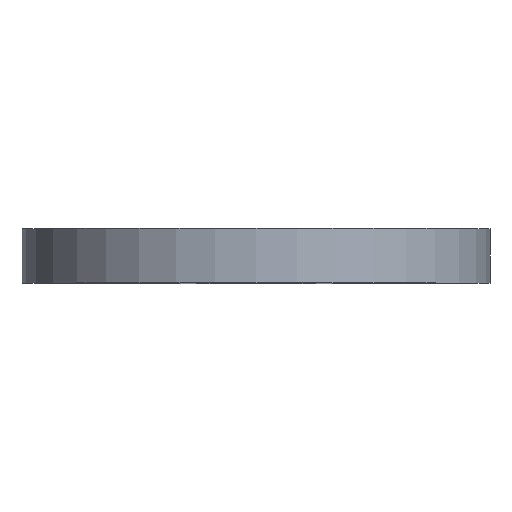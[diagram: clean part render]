
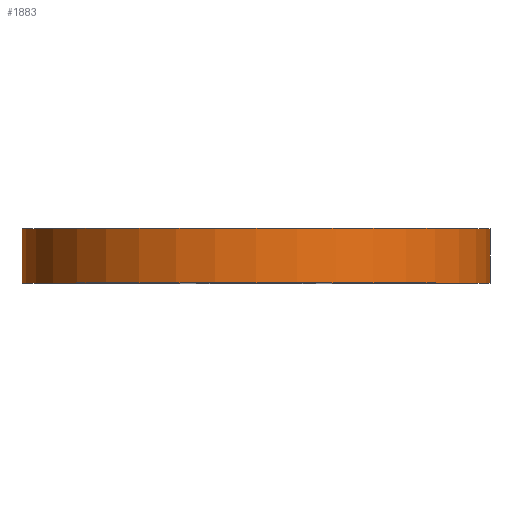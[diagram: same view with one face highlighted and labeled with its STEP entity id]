
A CAD part, top view. The second image highlights one B-rep face of the part: STEP entity #1883.
In plain terms, the highlighted cylindrical face has radius 12.875 mm (diameter 25.75 mm), a full revolution.
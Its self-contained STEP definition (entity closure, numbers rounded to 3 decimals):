
#61=CIRCLE('',#1989,12.875);
#62=CIRCLE('',#1990,12.875);
#65=CYLINDRICAL_SURFACE('',#1988,12.875);
#150=FACE_OUTER_BOUND('',#237,.T.);
#237=EDGE_LOOP('',(#1541,#1542,#1543,#1544));
#530=LINE('',#2939,#779);
#779=VECTOR('',#2423,12.875);
#948=VERTEX_POINT('',#2936);
#949=VERTEX_POINT('',#2938);
#1202=EDGE_CURVE('',#948,#948,#61,.T.);
#1203=EDGE_CURVE('',#948,#949,#530,.T.);
#1204=EDGE_CURVE('',#949,#949,#62,.T.);
#1541=ORIENTED_EDGE('',*,*,#1202,.F.);
#1542=ORIENTED_EDGE('',*,*,#1203,.T.);
#1543=ORIENTED_EDGE('',*,*,#1204,.T.);
#1544=ORIENTED_EDGE('',*,*,#1203,.F.);
#1883=ADVANCED_FACE('',(#150),#65,.T.);
#1988=AXIS2_PLACEMENT_3D('',#2935,#2419,#2420);
#1989=AXIS2_PLACEMENT_3D('',#2937,#2421,#2422);
#1990=AXIS2_PLACEMENT_3D('',#2940,#2424,#2425);
#2419=DIRECTION('center_axis',(0.,1.,0.));
#2420=DIRECTION('ref_axis',(1.,0.,0.));
#2421=DIRECTION('center_axis',(0.,1.,0.));
#2422=DIRECTION('ref_axis',(1.,0.,0.));
#2423=DIRECTION('',(0.,-1.,0.));
#2424=DIRECTION('center_axis',(0.,1.,0.));
#2425=DIRECTION('ref_axis',(1.,0.,0.));
#2935=CARTESIAN_POINT('Origin',(0.,0.,0.));
#2936=CARTESIAN_POINT('',(-12.875,3.,0.));
#2937=CARTESIAN_POINT('Origin',(0.,3.,0.));
#2938=CARTESIAN_POINT('',(-12.875,0.,0.));
#2939=CARTESIAN_POINT('',(-12.875,0.,0.));
#2940=CARTESIAN_POINT('Origin',(0.,0.,0.));
